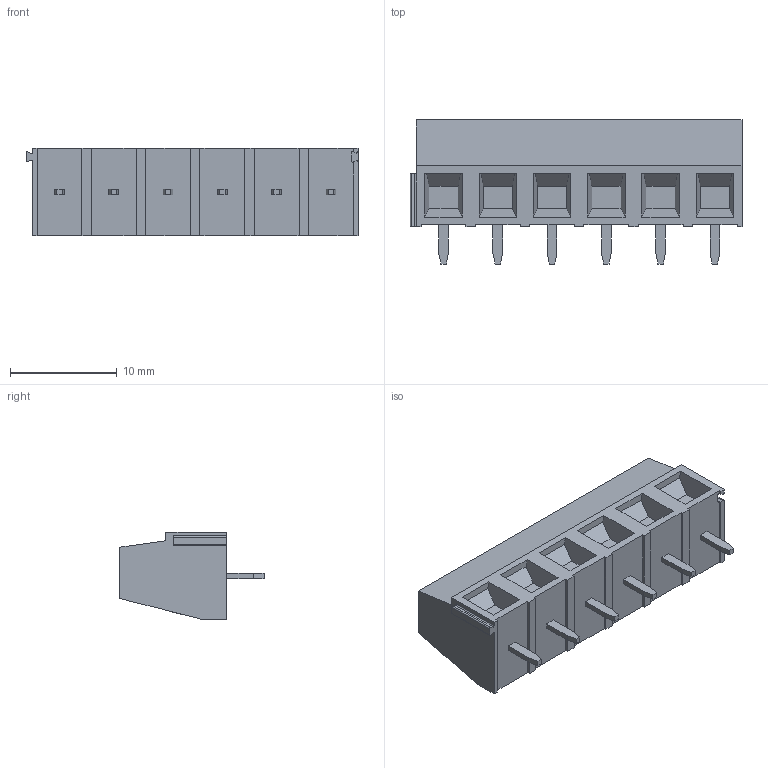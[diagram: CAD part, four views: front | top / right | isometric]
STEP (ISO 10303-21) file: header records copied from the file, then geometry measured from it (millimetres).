
FILE_DESCRIPTION((''),'2;1');
FILE_NAME('C-282837-6','2009-03-16T',('workeradm'),('Tyco Electronics Corporation'),'PRO/ENGINEER BY PARAMETRIC TECHNOLOGY CORPORATION, 2007390','PRO/ENGINEER BY PARAMETRIC TECHNOLOGY CORPORATION, 2007390','');
FILE_SCHEMA(('AUTOMOTIVE_DESIGN { 1 0 10303 214 1 1 1 1 }'));
Length unit declared in the file: millimetre
Products named in the file (1): C-282837-6
Bounding box: 31.08 x 13.5 x 8.2 mm (x, y, z)
Volume: 1881.1 mm3; surface area: 1501 mm2
Topology: 1 solids, 1 shells, 228 faces, 609 edges, 406 vertices
Faces by surface type: plane 198, cylinder 30
Entity records: 7136 total; most frequent: CARTESIAN_POINT 1244, ORIENTED_EDGE 1218, DIRECTION 1149, EDGE_CURVE 609, VECTOR 525, LINE 525, VERTEX_POINT 406, AXIS2_PLACEMENT_3D 312
